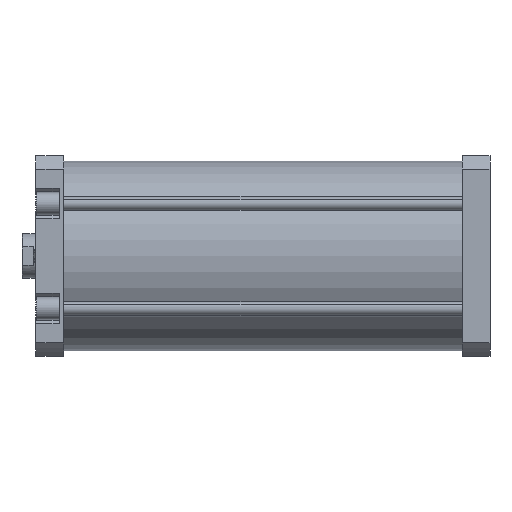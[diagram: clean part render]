
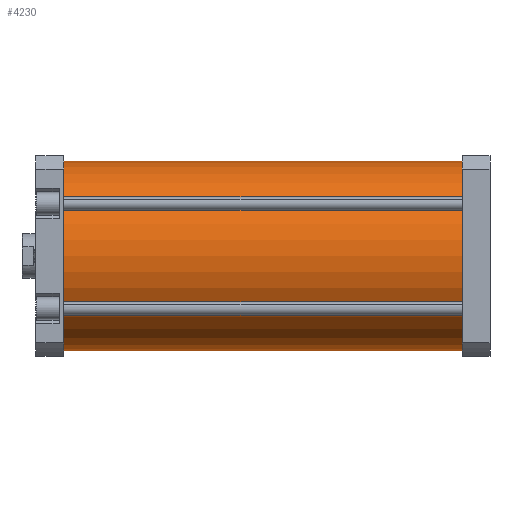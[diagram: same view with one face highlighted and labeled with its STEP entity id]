
A CAD part, front view. The second image highlights one B-rep face of the part: STEP entity #4230.
In plain terms, the highlighted cylindrical face has radius 85 mm (diameter 170 mm), a partial arc.
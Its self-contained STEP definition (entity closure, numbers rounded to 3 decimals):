
#303 = CYLINDRICAL_SURFACE ( 'NONE', #6292, 85. ) ;
#304 = FACE_OUTER_BOUND ( 'NONE', #962, .T. ) ;
#668 = ORIENTED_EDGE ( 'NONE', *, *, #5674, .F. ) ;
#669 = ORIENTED_EDGE ( 'NONE', *, *, #5669, .F. ) ;
#670 = ORIENTED_EDGE ( 'NONE', *, *, #5733, .T. ) ;
#671 = ORIENTED_EDGE ( 'NONE', *, *, #5671, .T. ) ;
#962 = EDGE_LOOP ( 'NONE', ( #668, #669, #670, #671 ) ) ;
#2346 = CARTESIAN_POINT ( 'NONE',  ( -85., 0., 0. ) ) ;
#2366 = CARTESIAN_POINT ( 'NONE',  ( 85., 0., 0. ) ) ;
#2376 = CARTESIAN_POINT ( 'NONE',  ( -85., 0., 357. ) ) ;
#2568 = CARTESIAN_POINT ( 'NONE',  ( 85., 0., 357. ) ) ;
#2806 = CARTESIAN_POINT ( 'NONE',  ( 0., 0., 357. ) ) ;
#2807 = DIRECTION ( 'NONE',  ( 0., 0., 1. ) ) ;
#2808 = DIRECTION ( 'NONE',  ( 1., 0., 0. ) ) ;
#2812 = CARTESIAN_POINT ( 'NONE',  ( 0., 0., 0. ) ) ;
#2813 = DIRECTION ( 'NONE',  ( 0., 0., 1. ) ) ;
#2814 = DIRECTION ( 'NONE',  ( 1., 0., 0. ) ) ;
#2820 = CARTESIAN_POINT ( 'NONE',  ( 85., 0., 357. ) ) ;
#2821 = DIRECTION ( 'NONE',  ( 0., 0., -1. ) ) ;
#2960 = CARTESIAN_POINT ( 'NONE',  ( -85., 0., 357. ) ) ;
#2961 = DIRECTION ( 'NONE',  ( 0., 0., -1. ) ) ;
#3373 = LINE ( 'NONE', #2820, #3374 ) ;
#3374 = VECTOR ( 'NONE', #2821, 1000. ) ;
#3375 = CIRCLE ( 'NONE', #6522, 85. ) ;
#3378 = CIRCLE ( 'NONE', #6519, 85. ) ;
#3469 = LINE ( 'NONE', #2960, #3475 ) ;
#3475 = VECTOR ( 'NONE', #2961, 1000. ) ;
#4230 = ADVANCED_FACE ( 'NONE', ( #304 ), #303, .T. ) ;
#4521 = DIRECTION ( 'NONE',  ( 0., 0., -1. ) ) ;
#4525 = VERTEX_POINT ( 'NONE', #2346 ) ;
#4578 = VERTEX_POINT ( 'NONE', #2366 ) ;
#4605 = VERTEX_POINT ( 'NONE', #2376 ) ;
#4897 = CARTESIAN_POINT ( 'NONE',  ( 0., 0., 357. ) ) ;
#4907 = DIRECTION ( 'NONE',  ( -1., 0., 0. ) ) ;
#5058 = VERTEX_POINT ( 'NONE', #2568 ) ;
#5669 = EDGE_CURVE ( 'NONE', #4605, #5058, #3375, .T. ) ;
#5671 = EDGE_CURVE ( 'NONE', #4525, #4578, #3378, .T. ) ;
#5674 = EDGE_CURVE ( 'NONE', #5058, #4578, #3373, .T. ) ;
#5733 = EDGE_CURVE ( 'NONE', #4605, #4525, #3469, .T. ) ;
#6292 = AXIS2_PLACEMENT_3D ( 'NONE', #4897, #4521, #4907 ) ;
#6519 = AXIS2_PLACEMENT_3D ( 'NONE', #2812, #2813, #2814 ) ;
#6522 = AXIS2_PLACEMENT_3D ( 'NONE', #2806, #2807, #2808 ) ;
